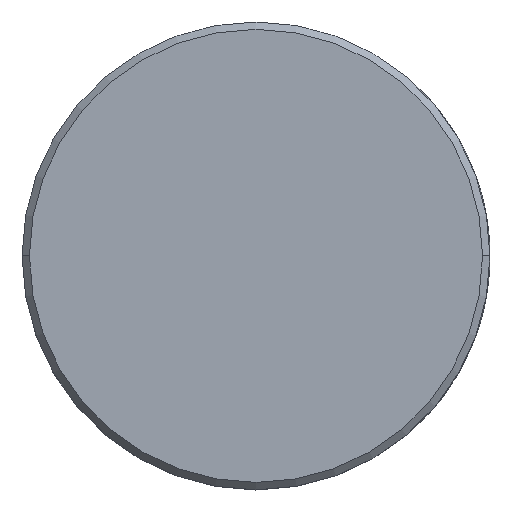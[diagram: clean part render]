
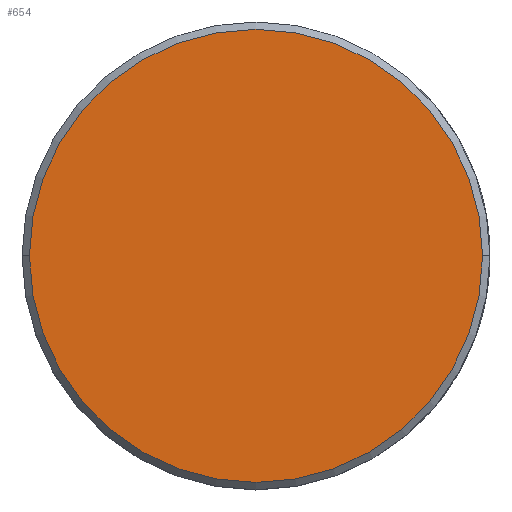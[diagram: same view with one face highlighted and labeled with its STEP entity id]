
A CAD part, top view. The second image highlights one B-rep face of the part: STEP entity #654.
In plain terms, the highlighted planar face has unit normal (0, 0, 1).
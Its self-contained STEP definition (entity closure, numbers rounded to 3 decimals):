
#78 = AXIS2_PLACEMENT_3D ( 'NONE', #1325, #241, #1497 ) ;
#89 = VERTEX_POINT ( 'NONE', #588 ) ;
#241 = DIRECTION ( 'NONE',  ( 0., 0., 1. ) ) ;
#247 = DIRECTION ( 'NONE',  ( 0., 0., 1. ) ) ;
#413 = CARTESIAN_POINT ( 'NONE',  ( 0., 0., 1.6 ) ) ;
#493 = CARTESIAN_POINT ( 'NONE',  ( -6.15, 0., 1.6 ) ) ;
#588 = CARTESIAN_POINT ( 'NONE',  ( 6.15, 0., 1.6 ) ) ;
#631 = EDGE_CURVE ( 'NONE', #89, #1638, #1624, .T. ) ;
#654 = ADVANCED_FACE ( 'NONE', ( #2129 ), #1135, .T. ) ;
#776 = CARTESIAN_POINT ( 'NONE',  ( 0., 0., 1.6 ) ) ;
#946 = DIRECTION ( 'NONE',  ( 1., 0., 0. ) ) ;
#1018 = CIRCLE ( 'NONE', #78, 6.15 ) ;
#1135 = PLANE ( 'NONE',  #1878 ) ;
#1325 = CARTESIAN_POINT ( 'NONE',  ( 0., 0., 1.6 ) ) ;
#1497 = DIRECTION ( 'NONE',  ( 1., 0., 0. ) ) ;
#1502 = DIRECTION ( 'NONE',  ( 1., 0., 0. ) ) ;
#1624 = CIRCLE ( 'NONE', #1931, 6.15 ) ;
#1638 = VERTEX_POINT ( 'NONE', #493 ) ;
#1719 = ORIENTED_EDGE ( 'NONE', *, *, #2324, .T. ) ;
#1874 = ORIENTED_EDGE ( 'NONE', *, *, #631, .T. ) ;
#1878 = AXIS2_PLACEMENT_3D ( 'NONE', #413, #247, #1502 ) ;
#1931 = AXIS2_PLACEMENT_3D ( 'NONE', #776, #2048, #946 ) ;
#1986 = EDGE_LOOP ( 'NONE', ( #1719, #1874 ) ) ;
#2048 = DIRECTION ( 'NONE',  ( 0., 0., 1. ) ) ;
#2129 = FACE_OUTER_BOUND ( 'NONE', #1986, .T. ) ;
#2324 = EDGE_CURVE ( 'NONE', #1638, #89, #1018, .T. ) ;
